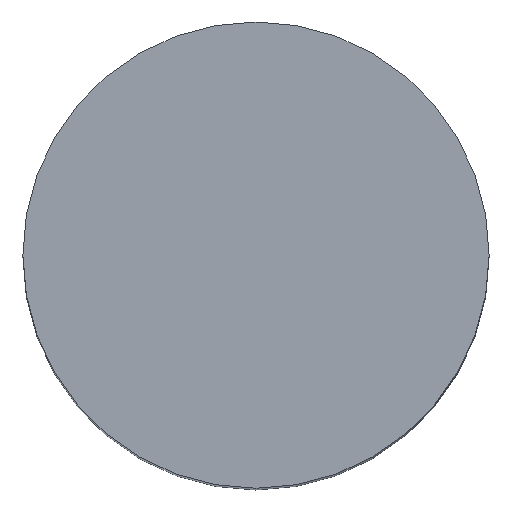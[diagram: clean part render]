
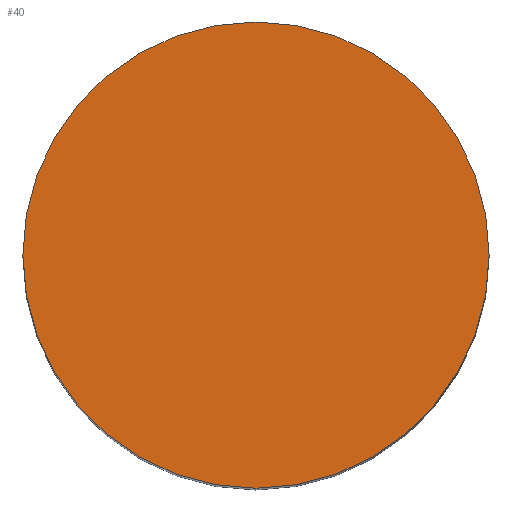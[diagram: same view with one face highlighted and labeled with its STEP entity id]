
A CAD part, top view. The second image highlights one B-rep face of the part: STEP entity #40.
In plain terms, the highlighted planar face has unit normal (0, 0, 1).
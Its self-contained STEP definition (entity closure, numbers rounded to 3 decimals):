
#15 = EDGE_CURVE ( 'NONE', #231, #244, #221, .T. ) ;
#18 = CARTESIAN_POINT ( 'NONE',  ( 0., 0., 83. ) ) ;
#25 = DIRECTION ( 'NONE',  ( 0., 0., 1. ) ) ;
#29 = DIRECTION ( 'NONE',  ( 1., 0., 0. ) ) ;
#39 = AXIS2_PLACEMENT_3D ( 'NONE', #99, #25, #115 ) ;
#40 = ADVANCED_FACE ( 'NONE', ( #215 ), #60, .T. ) ;
#60 = PLANE ( 'NONE',  #86 ) ;
#70 = CARTESIAN_POINT ( 'NONE',  ( 0., 0., 83. ) ) ;
#80 = DIRECTION ( 'NONE',  ( 1., 0., 0. ) ) ;
#86 = AXIS2_PLACEMENT_3D ( 'NONE', #18, #105, #29 ) ;
#99 = CARTESIAN_POINT ( 'NONE',  ( 0., 0., 83. ) ) ;
#105 = DIRECTION ( 'NONE',  ( 0., 0., 1. ) ) ;
#115 = DIRECTION ( 'NONE',  ( 1., 0., 0. ) ) ;
#132 = CARTESIAN_POINT ( 'NONE',  ( -11.653, 0., 83. ) ) ;
#139 = EDGE_CURVE ( 'NONE', #244, #231, #189, .T. ) ;
#167 = CARTESIAN_POINT ( 'NONE',  ( 11.653, 0., 83. ) ) ;
#189 = CIRCLE ( 'NONE', #217, 11.653 ) ;
#208 = ORIENTED_EDGE ( 'NONE', *, *, #15, .T. ) ;
#215 = FACE_OUTER_BOUND ( 'NONE', #252, .T. ) ;
#217 = AXIS2_PLACEMENT_3D ( 'NONE', #70, #239, #80 ) ;
#221 = CIRCLE ( 'NONE', #39, 11.653 ) ;
#228 = ORIENTED_EDGE ( 'NONE', *, *, #139, .T. ) ;
#231 = VERTEX_POINT ( 'NONE', #167 ) ;
#239 = DIRECTION ( 'NONE',  ( 0., 0., 1. ) ) ;
#244 = VERTEX_POINT ( 'NONE', #132 ) ;
#252 = EDGE_LOOP ( 'NONE', ( #228, #208 ) ) ;
